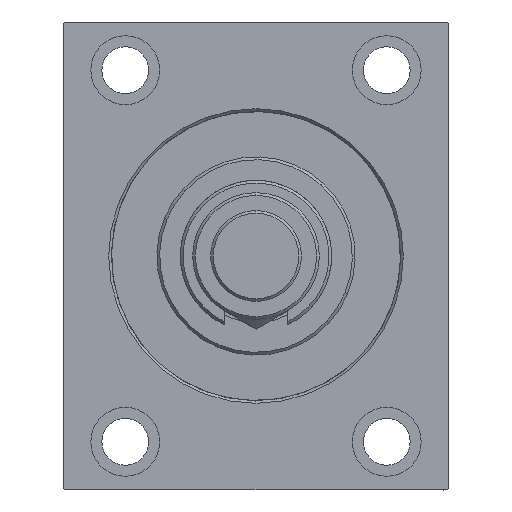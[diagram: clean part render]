
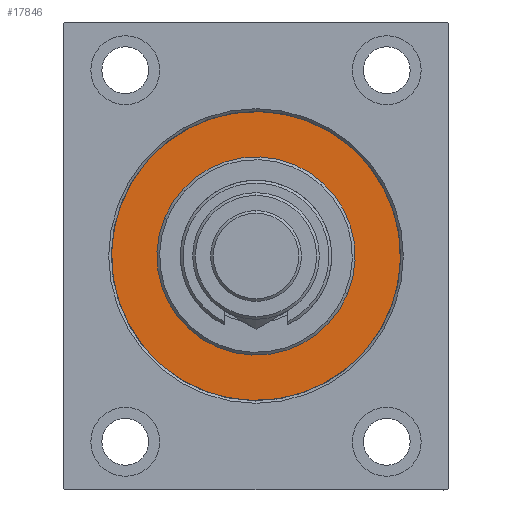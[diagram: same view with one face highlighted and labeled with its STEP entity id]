
A CAD part, left-side view. The second image highlights one B-rep face of the part: STEP entity #17846.
In plain terms, the highlighted face is planar.
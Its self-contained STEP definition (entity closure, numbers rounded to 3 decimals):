
#966 = FACE_OUTER_BOUND ( 'NONE', #43389, .T. ) ;
#2405 = CIRCLE ( 'NONE', #3927, 52.5 ) ;
#3058 = DIRECTION ( 'NONE',  ( 1., 0., 0. ) ) ;
#3927 = AXIS2_PLACEMENT_3D ( 'NONE', #27336, #41945, #34270 ) ;
#4328 = EDGE_CURVE ( 'NONE', #43791, #17612, #9932, .T. ) ;
#6134 = AXIS2_PLACEMENT_3D ( 'NONE', #22294, #44807, #26590 ) ;
#6982 = VERTEX_POINT ( 'NONE', #11706 ) ;
#7014 = EDGE_CURVE ( 'NONE', #40901, #6982, #13836, .T. ) ;
#8610 = ORIENTED_EDGE ( 'NONE', *, *, #22444, .F. ) ;
#9932 = CIRCLE ( 'NONE', #16059, 52.5 ) ;
#11706 = CARTESIAN_POINT ( 'NONE',  ( 0., 0., -36. ) ) ;
#13836 = CIRCLE ( 'NONE', #29128, 36. ) ;
#15066 = AXIS2_PLACEMENT_3D ( 'NONE', #35873, #3058, #19328 ) ;
#16059 = AXIS2_PLACEMENT_3D ( 'NONE', #35559, #39393, #28365 ) ;
#17612 = VERTEX_POINT ( 'NONE', #27366 ) ;
#17846 = ADVANCED_FACE ( 'NONE', ( #26832, #966 ), #37852, .F. ) ;
#19328 = DIRECTION ( 'NONE',  ( 0., 0., -1. ) ) ;
#19660 = CIRCLE ( 'NONE', #15066, 36. ) ;
#21044 = CARTESIAN_POINT ( 'NONE',  ( 0., 0., 0. ) ) ;
#22294 = CARTESIAN_POINT ( 'NONE',  ( 0., 0., 0. ) ) ;
#22444 = EDGE_CURVE ( 'NONE', #6982, #40901, #19660, .T. ) ;
#24399 = DIRECTION ( 'NONE',  ( 0., 0., -1. ) ) ;
#26402 = EDGE_LOOP ( 'NONE', ( #31864, #8610 ) ) ;
#26590 = DIRECTION ( 'NONE',  ( 0., 0., 1. ) ) ;
#26832 = FACE_BOUND ( 'NONE', #26402, .T. ) ;
#27336 = CARTESIAN_POINT ( 'NONE',  ( 0., 0., 0. ) ) ;
#27366 = CARTESIAN_POINT ( 'NONE',  ( 0., 0., 52.5 ) ) ;
#28365 = DIRECTION ( 'NONE',  ( 0., 0., 1. ) ) ;
#28793 = ORIENTED_EDGE ( 'NONE', *, *, #40226, .F. ) ;
#29128 = AXIS2_PLACEMENT_3D ( 'NONE', #21044, #31106, #24399 ) ;
#31106 = DIRECTION ( 'NONE',  ( 1., 0., 0. ) ) ;
#31864 = ORIENTED_EDGE ( 'NONE', *, *, #7014, .F. ) ;
#33870 = CARTESIAN_POINT ( 'NONE',  ( 0., 0., 36. ) ) ;
#34270 = DIRECTION ( 'NONE',  ( 0., 0., 1. ) ) ;
#35559 = CARTESIAN_POINT ( 'NONE',  ( 0., 0., 0. ) ) ;
#35873 = CARTESIAN_POINT ( 'NONE',  ( 0., 0., 0. ) ) ;
#37852 = PLANE ( 'NONE',  #6134 ) ;
#39393 = DIRECTION ( 'NONE',  ( -1., 0., 0. ) ) ;
#40226 = EDGE_CURVE ( 'NONE', #17612, #43791, #2405, .T. ) ;
#40901 = VERTEX_POINT ( 'NONE', #33870 ) ;
#41945 = DIRECTION ( 'NONE',  ( -1., 0., 0. ) ) ;
#43389 = EDGE_LOOP ( 'NONE', ( #43834, #28793 ) ) ;
#43791 = VERTEX_POINT ( 'NONE', #46656 ) ;
#43834 = ORIENTED_EDGE ( 'NONE', *, *, #4328, .F. ) ;
#44807 = DIRECTION ( 'NONE',  ( -1., 0., 0. ) ) ;
#46656 = CARTESIAN_POINT ( 'NONE',  ( 0., 0., -52.5 ) ) ;
